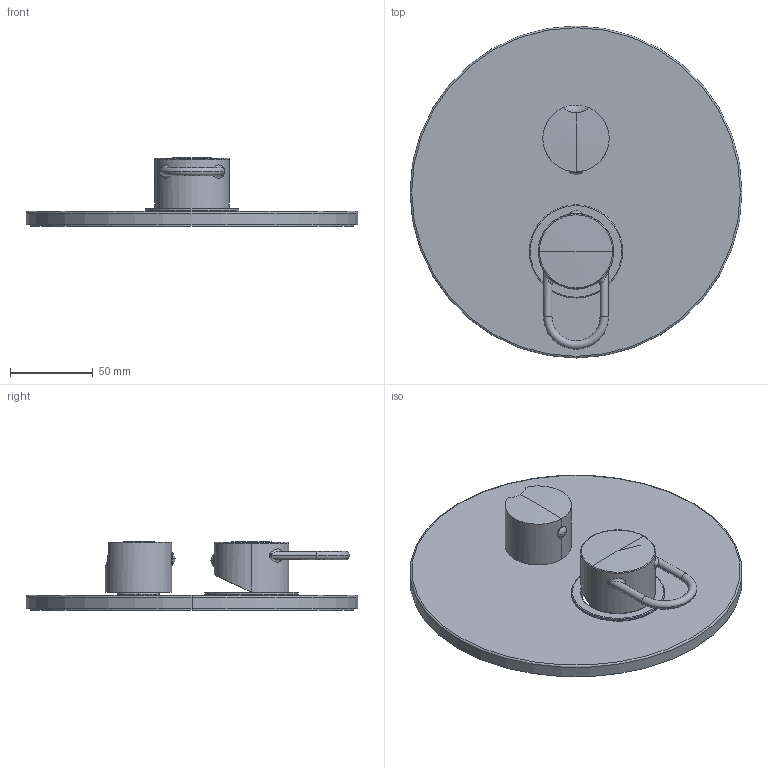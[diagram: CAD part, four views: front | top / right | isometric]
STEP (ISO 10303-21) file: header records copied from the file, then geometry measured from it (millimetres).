
FILE_DESCRIPTION((''),'2;1');
FILE_NAME('JK018CREST','2021-11-04T10:25:47',('ut3'),('PAFFONI SpA'),'CREO PARAMETRIC BY PTC INC, 2020044','CREO PARAMETRIC BY PTC INC, 2020044','');
FILE_SCHEMA(('CONFIG_CONTROL_DESIGN','SHAPE_APPEARANCE_LAYERS_GROUPS'));
Length unit declared in the file: millimetre
Products named in the file (1): JK018CREST
Bounding box: 200 x 200 x 41.39 mm (x, y, z)
Volume: 184177.1 mm3; surface area: 102497.4 mm2
Topology: 3 solids, 3 shells, 239 faces, 566 edges, 342 vertices
Faces by surface type: cylinder 85, plane 80, torus 34, cone 31, sphere 5, bspline 4
Entity records: 10079 total; most frequent: CARTESIAN_POINT 2777, DIRECTION 1224, ORIENTED_EDGE 1116, EDGE_CURVE 558, AXIS2_PLACEMENT_3D 492, VERTEX_POINT 342, EDGE_LOOP 276, CIRCLE 257
